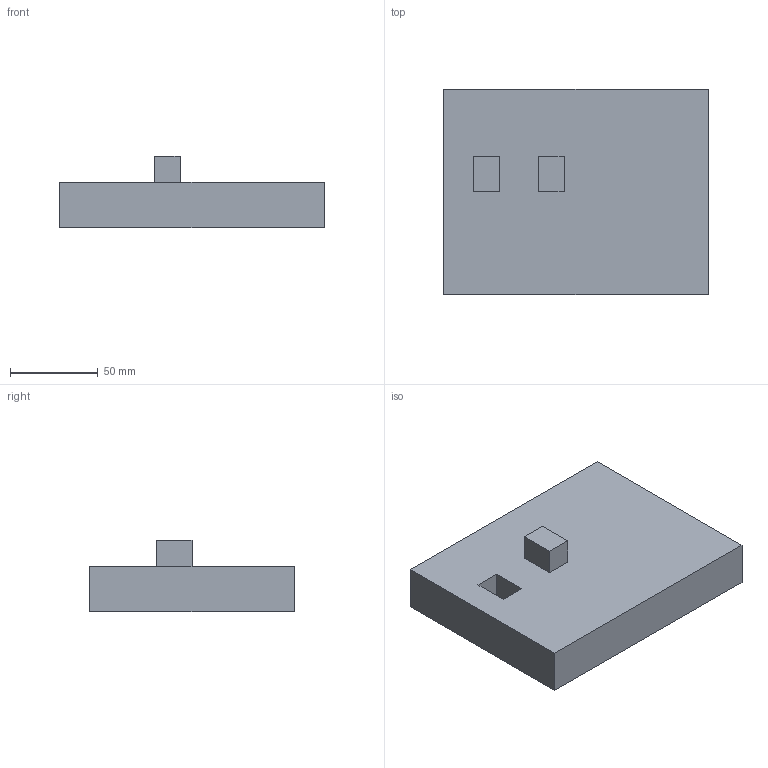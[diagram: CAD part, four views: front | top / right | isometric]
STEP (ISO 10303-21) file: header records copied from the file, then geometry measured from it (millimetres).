
FILE_DESCRIPTION( ('This file contains a STEP AP42 implementation' ,'as created by ZW3D STEP Interface translator.') ,'2;1' );
FILE_NAME( 'concave.stp' ,'241022. 94122', (''), ('ZWCAD Software Co.'), 'Version 1.0', 'ZW3D to STEP translator', '' );
FILE_SCHEMA(('AUTOMOTIVE_DESIGN { 1 0 10303 214 1 1 1 1 }'));
Length unit declared in the file: millimetre
Products named in the file (2): 0; 錨璃001
Bounding box: 151 x 117 x 41 mm (x, y, z)
Volume: 459223.8 mm3; surface area: 51385.9 mm2
Topology: 1 solids, 1 shells, 16 faces, 44 edges, 40 vertices
Faces by surface type: plane 16
Entity records: 541 total; most frequent: CARTESIAN_POINT 85, DIRECTION 78, ORIENTED_EDGE 72, VECTOR 44, LINE 44, EDGE_CURVE 36, VERTEX_POINT 24, EDGE_LOOP 18
